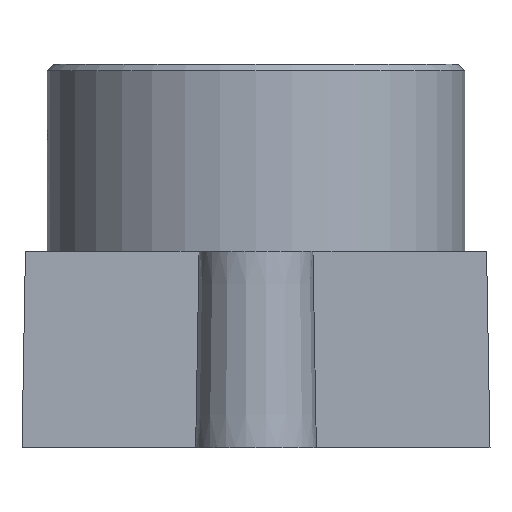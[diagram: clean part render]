
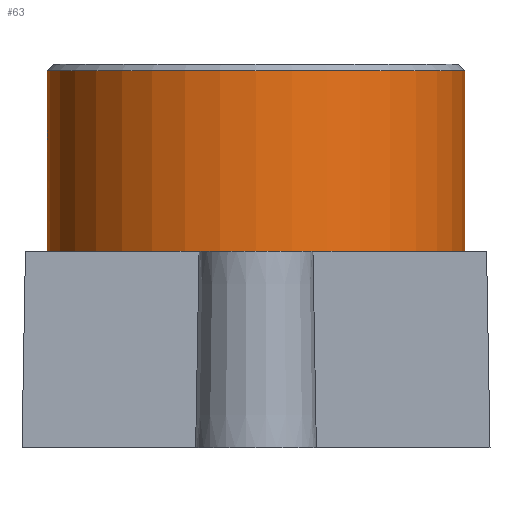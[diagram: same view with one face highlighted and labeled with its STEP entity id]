
A CAD part, left-side view. The second image highlights one B-rep face of the part: STEP entity #63.
In plain terms, the highlighted cylindrical face has radius 7.7 mm (diameter 15.4 mm), a full revolution.
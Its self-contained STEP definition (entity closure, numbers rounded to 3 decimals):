
#63 = ADVANCED_FACE( '', ( #145, #146, #147 ), #148, .T. );
#145 = FACE_BOUND( '', #250, .T. );
#146 = FACE_OUTER_BOUND( '', #251, .T. );
#147 = FACE_OUTER_BOUND( '', #252, .T. );
#148 = CYLINDRICAL_SURFACE( '', #253, 7.7 );
#250 = EDGE_LOOP( '', ( #381 ) );
#251 = EDGE_LOOP( '', ( #382 ) );
#252 = EDGE_LOOP( '', ( #383 ) );
#253 = AXIS2_PLACEMENT_3D( '', #384, #385, #386 );
#381 = ORIENTED_EDGE( '', *, *, #555, .F. );
#382 = ORIENTED_EDGE( '', *, *, #586, .T. );
#383 = ORIENTED_EDGE( '', *, *, #564, .F. );
#384 = CARTESIAN_POINT( '', ( 0., 0., 14.15 ) );
#385 = DIRECTION( '', ( 0., 0., 1. ) );
#386 = DIRECTION( '', ( -1., 0., 0. ) );
#555 = EDGE_CURVE( '', #643, #643, #644, .T. );
#564 = EDGE_CURVE( '', #659, #659, #660, .T. );
#586 = EDGE_CURVE( '', #696, #696, #697, .T. );
#643 = VERTEX_POINT( '', #791 );
#644 = B_SPLINE_CURVE_WITH_KNOTS( '', 3, ( #792, #793, #794, #795, #796, #797, #798, #799, #800, #801, #802, #803, #804, #805, #806, #807, #808, #809 ), .UNSPECIFIED., .T., .F., ( 2, 2, 2, 2, 2, 2, 2, 2, 2, 2, 2 ), ( 0., 0., 0., 0.001, 0.001, 0.001, 0.001, 0.002, 0.002, 0.002, 0.003 ), .UNSPECIFIED. );
#659 = VERTEX_POINT( '', #828 );
#660 = CIRCLE( '', #829, 7.7 );
#696 = VERTEX_POINT( '', #879 );
#697 = CIRCLE( '', #880, 7.7 );
#791 = CARTESIAN_POINT( '', ( -0.375, 7.691, 11.55 ) );
#792 = CARTESIAN_POINT( '', ( -0.375, 7.691, 11.451 ) );
#793 = CARTESIAN_POINT( '', ( -0.375, 7.691, 11.649 ) );
#794 = CARTESIAN_POINT( '', ( -0.334, 7.693, 11.746 ) );
#795 = CARTESIAN_POINT( '', ( -0.196, 7.698, 11.884 ) );
#796 = CARTESIAN_POINT( '', ( -0.098, 7.7, 11.925 ) );
#797 = CARTESIAN_POINT( '', ( 0.098, 7.7, 11.925 ) );
#798 = CARTESIAN_POINT( '', ( 0.195, 7.698, 11.885 ) );
#799 = CARTESIAN_POINT( '', ( 0.335, 7.693, 11.745 ) );
#800 = CARTESIAN_POINT( '', ( 0.375, 7.691, 11.648 ) );
#801 = CARTESIAN_POINT( '', ( 0.375, 7.691, 11.452 ) );
#802 = CARTESIAN_POINT( '', ( 0.335, 7.693, 11.354 ) );
#803 = CARTESIAN_POINT( '', ( 0.196, 7.698, 11.216 ) );
#804 = CARTESIAN_POINT( '', ( 0.099, 7.7, 11.175 ) );
#805 = CARTESIAN_POINT( '', ( -0.099, 7.7, 11.175 ) );
#806 = CARTESIAN_POINT( '', ( -0.196, 7.698, 11.215 ) );
#807 = CARTESIAN_POINT( '', ( -0.334, 7.693, 11.354 ) );
#808 = CARTESIAN_POINT( '', ( -0.375, 7.691, 11.451 ) );
#809 = CARTESIAN_POINT( '', ( -0.375, 7.691, 11.649 ) );
#828 = CARTESIAN_POINT( '', ( 7.7, 0., 7.25 ) );
#829 = AXIS2_PLACEMENT_3D( '', #990, #991, #992 );
#879 = CARTESIAN_POINT( '', ( -7.7, 0., 13.9 ) );
#880 = AXIS2_PLACEMENT_3D( '', #1016, #1017, #1018 );
#990 = CARTESIAN_POINT( '', ( 0., 0., 7.25 ) );
#991 = DIRECTION( '', ( 0., 0., -1. ) );
#992 = DIRECTION( '', ( 1., 0., 0. ) );
#1016 = CARTESIAN_POINT( '', ( 0., 0., 13.9 ) );
#1017 = DIRECTION( '', ( 0., 0., -1. ) );
#1018 = DIRECTION( '', ( -1., 0., 0. ) );
